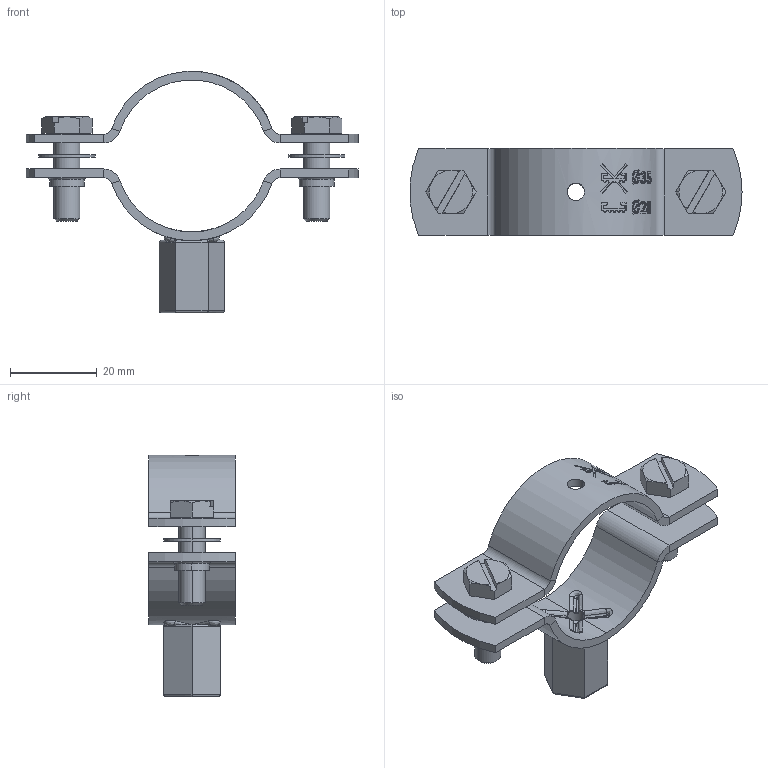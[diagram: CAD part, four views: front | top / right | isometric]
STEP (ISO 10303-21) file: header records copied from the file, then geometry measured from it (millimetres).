
FILE_DESCRIPTION (( 'STEP AP214' ), '1' );
FILE_NAME ('30179035.STEP', '2022-10-27T06:46:37', ( '' ), ( '' ), 'SwSTEP 2.0', 'SolidWorks 2021', '' );
FILE_SCHEMA (( 'AUTOMOTIVE_DESIGN' ));
Length unit declared in the file: millimetre
Products named in the file (7): 9519002599; 9735013060; 30179035; 8020130035; 8110130035; Clamp^8110130035; 9541506020
Assembly tree (8 placements, depth 3):
  30179035
    8110130035
      Clamp^8110130035
      9519002599
    8020130035
    9541506020  x2
    9735013060  x2
Bounding box: 76.4 x 20 x 55.59 mm (x, y, z)
Volume: 10254.4 mm3; surface area: 11132.8 mm2
Topology: 7 solids, 7 shells, 485 faces, 1258 edges, 804 vertices
Faces by surface type: bspline 193, plane 142, cylinder 108, cone 30, torus 12
Entity records: 28325 total; most frequent: CARTESIAN_POINT 19061, ORIENTED_EDGE 2262, DIRECTION 1192, EDGE_CURVE 1131, VERTEX_POINT 723, B_SPLINE_CURVE_WITH_KNOTS 640, EDGE_LOOP 464, AXIS2_PLACEMENT_3D 461
